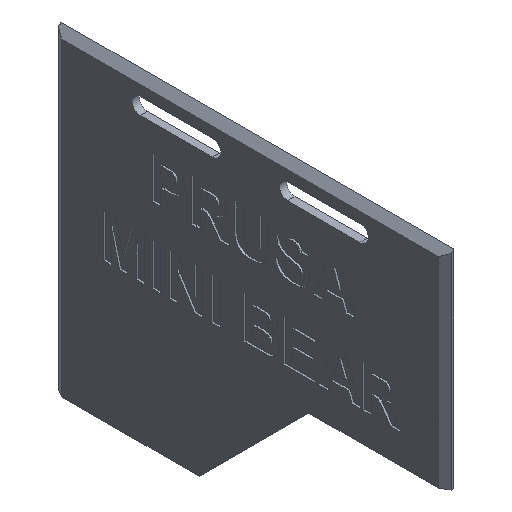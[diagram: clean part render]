
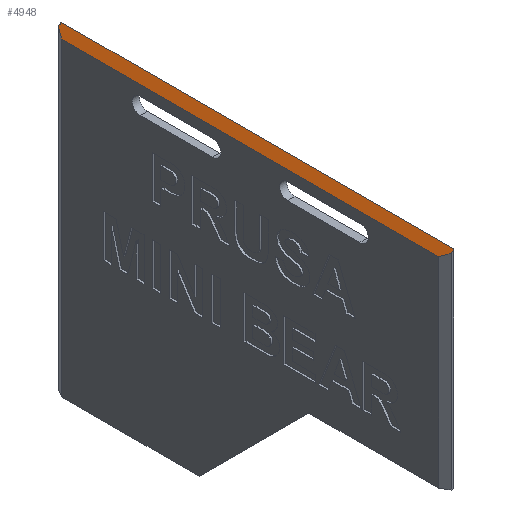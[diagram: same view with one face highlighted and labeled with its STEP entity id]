
A CAD part, isometric view. The second image highlights one B-rep face of the part: STEP entity #4948.
In plain terms, the highlighted planar face has unit normal (-0.707, 0, 0.707).
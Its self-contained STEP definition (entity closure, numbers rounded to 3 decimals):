
#529=FACE_OUTER_BOUND('',#804,.T.);
#804=EDGE_LOOP('',(#3953,#3954,#3955,#3956,#3957,#3958));
#1279=LINE('',#8608,#1784);
#1283=LINE('',#8616,#1788);
#1284=LINE('',#8618,#1789);
#1285=LINE('',#8620,#1790);
#1286=LINE('',#8622,#1791);
#1287=LINE('',#8623,#1792);
#1784=VECTOR('',#5758,10.);
#1788=VECTOR('',#5764,10.);
#1789=VECTOR('',#5765,10.);
#1790=VECTOR('',#5766,10.);
#1791=VECTOR('',#5767,10.);
#1792=VECTOR('',#5768,10.);
#2342=VERTEX_POINT('',#8606);
#2343=VERTEX_POINT('',#8607);
#2346=VERTEX_POINT('',#8615);
#2347=VERTEX_POINT('',#8617);
#2348=VERTEX_POINT('',#8619);
#2349=VERTEX_POINT('',#8621);
#2961=EDGE_CURVE('',#2342,#2343,#1279,.T.);
#2965=EDGE_CURVE('',#2346,#2343,#1283,.T.);
#2966=EDGE_CURVE('',#2347,#2346,#1284,.T.);
#2967=EDGE_CURVE('',#2348,#2347,#1285,.T.);
#2968=EDGE_CURVE('',#2348,#2349,#1286,.T.);
#2969=EDGE_CURVE('',#2342,#2349,#1287,.T.);
#3953=ORIENTED_EDGE('',*,*,#2961,.T.);
#3954=ORIENTED_EDGE('',*,*,#2965,.F.);
#3955=ORIENTED_EDGE('',*,*,#2966,.F.);
#3956=ORIENTED_EDGE('',*,*,#2967,.F.);
#3957=ORIENTED_EDGE('',*,*,#2968,.T.);
#3958=ORIENTED_EDGE('',*,*,#2969,.F.);
#4737=PLANE('',#5172);
#4948=ADVANCED_FACE('',(#529),#4737,.F.);
#5172=AXIS2_PLACEMENT_3D('',#8614,#5762,#5763);
#5758=DIRECTION('',(0.45,-0.771,0.45));
#5762=DIRECTION('center_axis',(0.707,0.,-0.707));
#5763=DIRECTION('ref_axis',(0.707,0.,0.707));
#5764=DIRECTION('',(-0.707,0.,-0.707));
#5765=DIRECTION('',(0.,-1.,0.));
#5766=DIRECTION('',(0.707,0.,0.707));
#5767=DIRECTION('',(-0.45,-0.771,-0.45));
#5768=DIRECTION('',(0.,1.,0.));
#8606=CARTESIAN_POINT('',(-347.916,357.154,130.408));
#8607=CARTESIAN_POINT('',(-346.516,354.754,131.808));
#8608=CARTESIAN_POINT('',(-374.44,402.623,103.885));
#8614=CARTESIAN_POINT('Origin',(-349.116,476.154,129.208));
#8615=CARTESIAN_POINT('',(-345.716,354.754,132.608));
#8616=CARTESIAN_POINT('',(-346.416,354.754,131.908));
#8617=CARTESIAN_POINT('',(-345.716,474.554,132.608));
#8618=CARTESIAN_POINT('',(-345.716,475.354,132.608));
#8619=CARTESIAN_POINT('',(-346.516,474.554,131.808));
#8620=CARTESIAN_POINT('',(-347.216,474.554,131.108));
#8621=CARTESIAN_POINT('',(-347.916,472.154,130.408));
#8622=CARTESIAN_POINT('',(-357.032,456.527,121.292));
#8623=CARTESIAN_POINT('',(-347.916,414.654,130.408));
